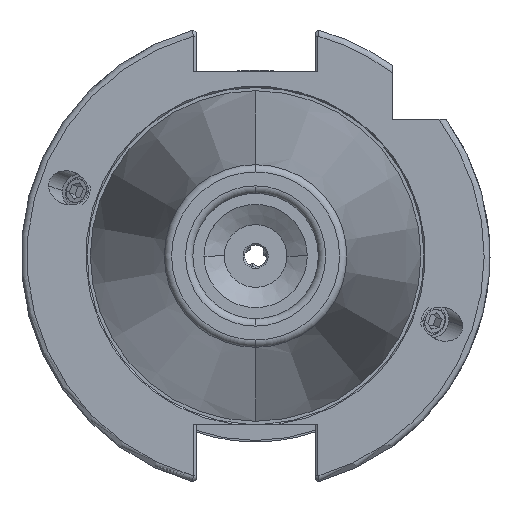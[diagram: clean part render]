
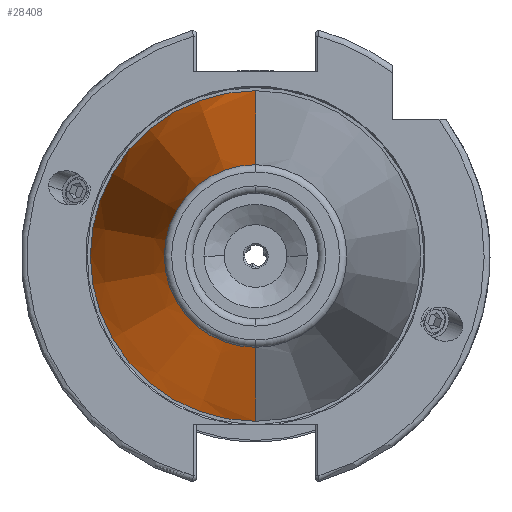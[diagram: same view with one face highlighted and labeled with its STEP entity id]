
A CAD part, front view. The second image highlights one B-rep face of the part: STEP entity #28408.
In plain terms, the highlighted conical face has half-angle 8.297 degrees and reference radius 12.25 mm.
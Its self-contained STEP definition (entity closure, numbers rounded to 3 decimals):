
#1399 = ORIENTED_EDGE ( 'NONE', *, *, #25813, .T. ) ;
#2058 = VERTEX_POINT ( 'NONE', #11059 ) ;
#2722 = AXIS2_PLACEMENT_3D ( 'NONE', #7321, #28593, #10386 ) ;
#4159 = DIRECTION ( 'NONE',  ( 0., 0.99, 0.144 ) ) ;
#4197 = CARTESIAN_POINT ( 'NONE',  ( 0., -2., 22.4 ) ) ;
#4781 = CARTESIAN_POINT ( 'NONE',  ( 0., -70.744, -12.375 ) ) ;
#5086 = DIRECTION ( 'NONE',  ( 0., 1., 0. ) ) ;
#5696 = ORIENTED_EDGE ( 'NONE', *, *, #15522, .F. ) ;
#7321 = CARTESIAN_POINT ( 'NONE',  ( 0., -70.744, 0. ) ) ;
#7901 = VERTEX_POINT ( 'NONE', #16059 ) ;
#8150 = DIRECTION ( 'NONE',  ( 0., 0., 1. ) ) ;
#8340 = CARTESIAN_POINT ( 'NONE',  ( 0., -2., 0. ) ) ;
#9101 = FACE_OUTER_BOUND ( 'NONE', #35983, .T. ) ;
#10386 = DIRECTION ( 'NONE',  ( 0., 0., -1. ) ) ;
#11059 = CARTESIAN_POINT ( 'NONE',  ( 0., -70.744, 12.375 ) ) ;
#11289 = AXIS2_PLACEMENT_3D ( 'NONE', #8340, #29597, #11384 ) ;
#11384 = DIRECTION ( 'NONE',  ( 0., 0., 1. ) ) ;
#11392 = ORIENTED_EDGE ( 'NONE', *, *, #13074, .F. ) ;
#13074 = EDGE_CURVE ( 'NONE', #7901, #19045, #26985, .T. ) ;
#14145 = CARTESIAN_POINT ( 'NONE',  ( 0., -71.6, 0. ) ) ;
#14998 = LINE ( 'NONE', #23446, #15964 ) ;
#15522 = EDGE_CURVE ( 'NONE', #34600, #7901, #14998, .T. ) ;
#15942 = EDGE_CURVE ( 'NONE', #34600, #2058, #29283, .T. ) ;
#15964 = VECTOR ( 'NONE', #20546, 1000. ) ;
#16059 = CARTESIAN_POINT ( 'NONE',  ( 0., -2., -22.4 ) ) ;
#17602 = AXIS2_PLACEMENT_3D ( 'NONE', #14145, #5086, #8150 ) ;
#19045 = VERTEX_POINT ( 'NONE', #4197 ) ;
#20546 = DIRECTION ( 'NONE',  ( 0., 0.99, -0.144 ) ) ;
#22072 = VECTOR ( 'NONE', #4159, 1000. ) ;
#23446 = CARTESIAN_POINT ( 'NONE',  ( 0., -71.6, -12.25 ) ) ;
#24312 = CONICAL_SURFACE ( 'NONE', #17602, 12.25, 0.145 ) ;
#25402 = CARTESIAN_POINT ( 'NONE',  ( 0., -71.6, 12.25 ) ) ;
#25813 = EDGE_CURVE ( 'NONE', #2058, #19045, #38242, .T. ) ;
#26985 = CIRCLE ( 'NONE', #11289, 22.4 ) ;
#28408 = ADVANCED_FACE ( 'NONE', ( #9101 ), #24312, .T. ) ;
#28593 = DIRECTION ( 'NONE',  ( 0., 1., 0. ) ) ;
#29283 = CIRCLE ( 'NONE', #2722, 12.375 ) ;
#29597 = DIRECTION ( 'NONE',  ( 0., 1., 0. ) ) ;
#34600 = VERTEX_POINT ( 'NONE', #4781 ) ;
#35983 = EDGE_LOOP ( 'NONE', ( #5696, #38992, #1399, #11392 ) ) ;
#38242 = LINE ( 'NONE', #25402, #22072 ) ;
#38992 = ORIENTED_EDGE ( 'NONE', *, *, #15942, .T. ) ;
